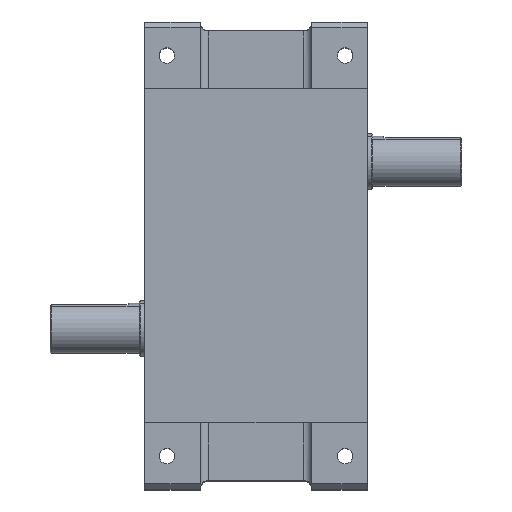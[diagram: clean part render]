
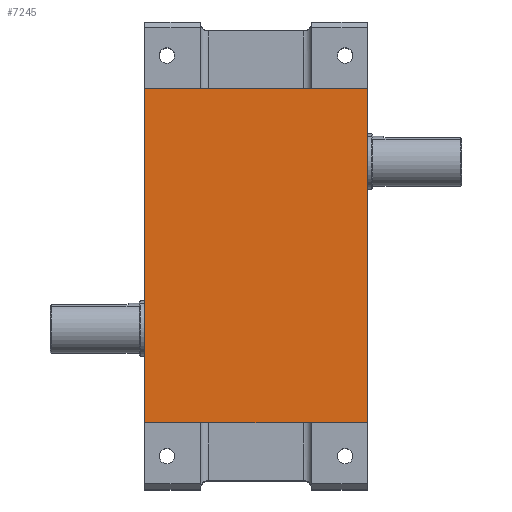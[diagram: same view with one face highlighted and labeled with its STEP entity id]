
A CAD part, top view. The second image highlights one B-rep face of the part: STEP entity #7245.
In plain terms, the highlighted planar face has unit normal (0, 0, 1).
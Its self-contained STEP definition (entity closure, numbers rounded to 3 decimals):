
#7109=CARTESIAN_POINT('Vertex',(-100.,65.,145.)) ;
#7123=CARTESIAN_POINT('Vertex',(-100.,-235.,145.)) ;
#7126=CARTESIAN_POINT('Line Origine',(-100.,-85.,145.)) ;
#7154=CARTESIAN_POINT('Vertex',(100.,-235.,145.)) ;
#7157=CARTESIAN_POINT('Line Origine',(0.,-235.,145.)) ;
#7185=CARTESIAN_POINT('Vertex',(100.,65.,145.)) ;
#7188=CARTESIAN_POINT('Line Origine',(100.,-85.,145.)) ;
#7210=CARTESIAN_POINT('Line Origine',(0.,65.,145.)) ;
#7234=CARTESIAN_POINT('Axis2P3D Location',(0.,0.,145.)) ;
#7127=DIRECTION('Vector Direction',(0.,-1.,0.)) ;
#7158=DIRECTION('Vector Direction',(1.,0.,0.)) ;
#7189=DIRECTION('Vector Direction',(0.,-1.,0.)) ;
#7211=DIRECTION('Vector Direction',(1.,0.,0.)) ;
#7235=DIRECTION('Axis2P3D Direction',(-0.,0.,1.)) ;
#7236=DIRECTION('Axis2P3D XDirection',(1.,0.,0.)) ;
#7237=AXIS2_PLACEMENT_3D('Plane Axis2P3D',#7234,#7235,#7236) ;
#7240=ORIENTED_EDGE('',*,*,#7130,.T.) ;
#7241=ORIENTED_EDGE('',*,*,#7161,.T.) ;
#7242=ORIENTED_EDGE('',*,*,#7192,.T.) ;
#7243=ORIENTED_EDGE('',*,*,#7214,.T.) ;
#7128=VECTOR('Line Direction',#7127,1.) ;
#7159=VECTOR('Line Direction',#7158,1.) ;
#7190=VECTOR('Line Direction',#7189,1.) ;
#7212=VECTOR('Line Direction',#7211,1.) ;
#7245=ADVANCED_FACE('\X2\672C9AD4\X0\.2',(#7244),#7238,.T.) ;
#7130=EDGE_CURVE('',#7110,#7124,#7129,.T.) ;
#7161=EDGE_CURVE('',#7124,#7155,#7160,.T.) ;
#7192=EDGE_CURVE('',#7155,#7186,#7191,.F.) ;
#7214=EDGE_CURVE('',#7186,#7110,#7213,.F.) ;
#7239=EDGE_LOOP('',(#7240,#7241,#7242,#7243)) ;
#7244=FACE_OUTER_BOUND('',#7239,.T.) ;
#7129=LINE('Line',#7126,#7128) ;
#7160=LINE('Line',#7157,#7159) ;
#7191=LINE('Line',#7188,#7190) ;
#7213=LINE('Line',#7210,#7212) ;
#7238=PLANE('Plane',#7237) ;
#7110=VERTEX_POINT('',#7109) ;
#7124=VERTEX_POINT('',#7123) ;
#7155=VERTEX_POINT('',#7154) ;
#7186=VERTEX_POINT('',#7185) ;
